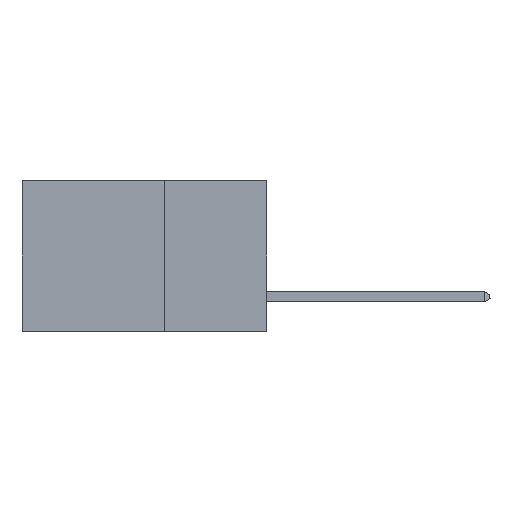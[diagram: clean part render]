
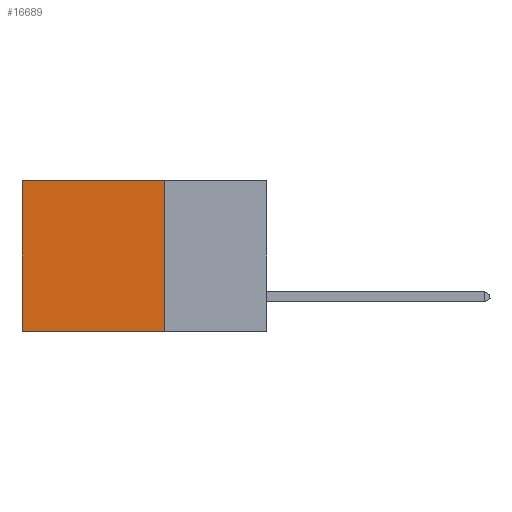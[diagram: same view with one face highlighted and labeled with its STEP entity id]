
A CAD part, left-side view. The second image highlights one B-rep face of the part: STEP entity #16689.
In plain terms, the highlighted planar face has unit normal (-1, 0, 0).
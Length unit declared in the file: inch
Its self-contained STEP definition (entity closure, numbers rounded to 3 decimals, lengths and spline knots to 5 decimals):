
#1917 = VERTEX_POINT ( 'NONE', #16613 ) ;
#2273 = LINE ( 'NONE', #16195, #16013 ) ;
#2396 = VECTOR ( 'NONE', #27976, 39.37008 ) ;
#2660 = VECTOR ( 'NONE', #22430, 39.37008 ) ;
#3572 = ORIENTED_EDGE ( 'NONE', *, *, #29645, .T. ) ;
#4460 = CARTESIAN_POINT ( 'NONE',  ( 0.2875, 0.25, -0.37 ) ) ;
#4875 = CARTESIAN_POINT ( 'NONE',  ( 0.2875, 0.25, -0.37 ) ) ;
#4974 = DIRECTION ( 'NONE',  ( 0., 1., 0. ) ) ;
#8107 = VERTEX_POINT ( 'NONE', #12160 ) ;
#8678 = ORIENTED_EDGE ( 'NONE', *, *, #15382, .F. ) ;
#9103 = LINE ( 'NONE', #27166, #2660 ) ;
#10380 = EDGE_CURVE ( 'NONE', #1917, #8107, #2273, .T. ) ;
#12160 = CARTESIAN_POINT ( 'NONE',  ( 0.2875, 0.6, 0. ) ) ;
#13817 = DIRECTION ( 'NONE',  ( 1., 0., 0. ) ) ;
#15256 = FACE_OUTER_BOUND ( 'NONE', #19810, .T. ) ;
#15382 = EDGE_CURVE ( 'NONE', #1917, #19238, #27576, .T. ) ;
#16013 = VECTOR ( 'NONE', #18660, 39.37008 ) ;
#16195 = CARTESIAN_POINT ( 'NONE',  ( 0.2875, 0.25, 0. ) ) ;
#16613 = CARTESIAN_POINT ( 'NONE',  ( 0.2875, 0.25, 0. ) ) ;
#16628 = LINE ( 'NONE', #4875, #22318 ) ;
#16689 = ADVANCED_FACE ( 'NONE', ( #15256 ), #28449, .F. ) ;
#16788 = CARTESIAN_POINT ( 'NONE',  ( 0.2875, 0.6, -0.37 ) ) ;
#18660 = DIRECTION ( 'NONE',  ( 0., 1., 0. ) ) ;
#19238 = VERTEX_POINT ( 'NONE', #4460 ) ;
#19810 = EDGE_LOOP ( 'NONE', ( #3572, #24212, #8678, #21287 ) ) ;
#21287 = ORIENTED_EDGE ( 'NONE', *, *, #10380, .T. ) ;
#22318 = VECTOR ( 'NONE', #4974, 39.37008 ) ;
#22430 = DIRECTION ( 'NONE',  ( 0., 0., -1. ) ) ;
#23521 = CARTESIAN_POINT ( 'NONE',  ( 0.2875, 0.25, 0. ) ) ;
#24212 = ORIENTED_EDGE ( 'NONE', *, *, #27933, .F. ) ;
#25485 = VERTEX_POINT ( 'NONE', #16788 ) ;
#27166 = CARTESIAN_POINT ( 'NONE',  ( 0.2875, 0.6, 0. ) ) ;
#27576 = LINE ( 'NONE', #28092, #2396 ) ;
#27933 = EDGE_CURVE ( 'NONE', #19238, #25485, #16628, .T. ) ;
#27976 = DIRECTION ( 'NONE',  ( 0., 0., -1. ) ) ;
#28092 = CARTESIAN_POINT ( 'NONE',  ( 0.2875, 0.25, 0. ) ) ;
#28449 = PLANE ( 'NONE',  #28635 ) ;
#28635 = AXIS2_PLACEMENT_3D ( 'NONE', #23521, #13817, #30922 ) ;
#29645 = EDGE_CURVE ( 'NONE', #8107, #25485, #9103, .T. ) ;
#30922 = DIRECTION ( 'NONE',  ( 0., 0., -1. ) ) ;
